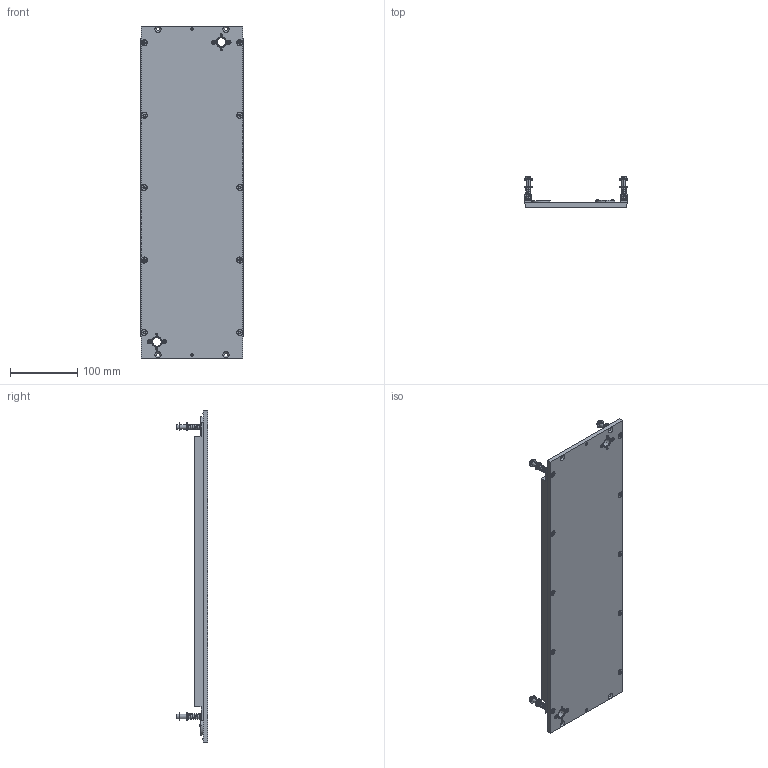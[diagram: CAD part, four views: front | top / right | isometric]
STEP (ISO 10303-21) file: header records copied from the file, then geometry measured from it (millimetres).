
FILE_DESCRIPTION (( 'STEP AP214' ), '1' );
FILE_NAME ('INGUN_109511.STEP', '2021-11-08T08:09:57', ( '' ), ( '' ), 'SwSTEP 2.0', 'SolidWorks 2018', '' );
FILE_SCHEMA (( 'AUTOMOTIVE_DESIGN' ));
Length unit declared in the file: millimetre
Products named in the file (15): 109509~0_S; DIN6325~n_03,0m6x010; 109492~0_S; DIN125~n_06,4 M06,0 Fase; DIN912~n_M04,0x016; 52680~0_KUNDE<S>; DIN912~n_M03,0x008; DIN7~n_04,0m6x004; DIN7991~n_M04,0x016; INGUN_109511; 109510~0_S; 3283~0; 52677~2_KUNDE<S>; 52684~0_S; DIN7991~n_M04,0x012
Assembly tree (50 placements, depth 3):
  INGUN_109511
    52680~0_KUNDE<S>
      52677~2_KUNDE<S>
      52684~0_S  x2
      DIN6325~n_03,0m6x010  x4
      DIN912~n_M03,0x008  x4
      DIN7991~n_M04,0x012  x10
      DIN7~n_04,0m6x004  x2
    109492~0_S  x2
    109509~0_S  x4
    109510~0_S  x4
    DIN7991~n_M04,0x016  x4
    DIN125~n_06,4 M06,0 Fase  x4
    3283~0  x4
    DIN912~n_M04,0x016  x4
Bounding box: 154.5 x 46.51 x 495.3 mm (x, y, z)
Volume: 594014.6 mm3; surface area: 219112.4 mm2
Topology: 49 solids, 49 shells, 980 faces, 2322 edges, 1484 vertices
Faces by surface type: cylinder 630, cone 160, plane 158, sphere 24, bspline 8
Entity records: 15467 total; most frequent: CARTESIAN_POINT 6901, DIRECTION 1864, ORIENTED_EDGE 1448, AXIS2_PLACEMENT_3D 792, EDGE_CURVE 724, VERTEX_POINT 462, CIRCLE 438, EDGE_LOOP 394
